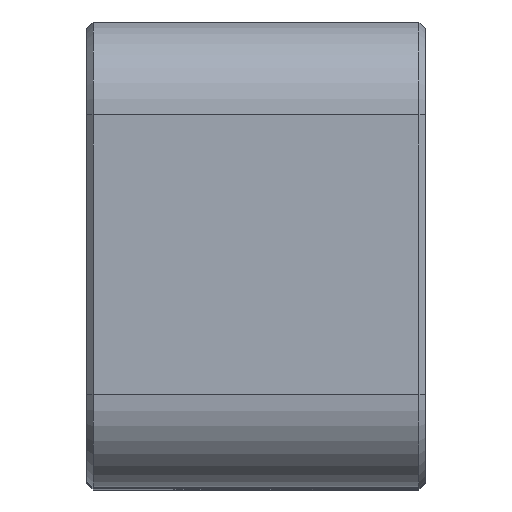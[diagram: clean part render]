
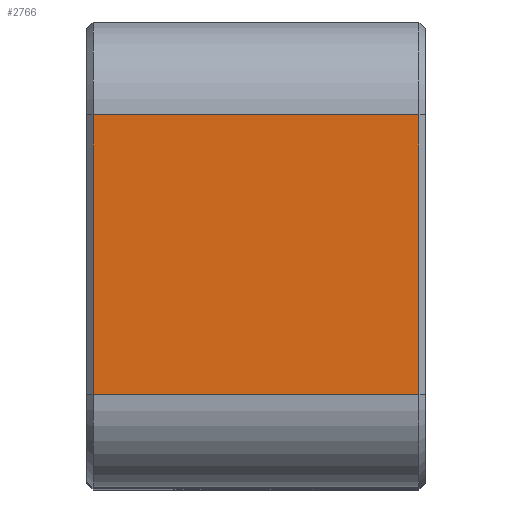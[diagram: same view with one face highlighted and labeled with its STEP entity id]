
A CAD part, top view. The second image highlights one B-rep face of the part: STEP entity #2766.
In plain terms, the highlighted planar face has unit normal (0, 0, 1).
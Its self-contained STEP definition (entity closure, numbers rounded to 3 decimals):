
#21 = CARTESIAN_POINT ( 'NONE',  ( -4.8, 18.75, 25. ) ) ;
#67 = VERTEX_POINT ( 'NONE', #500 ) ;
#172 = CARTESIAN_POINT ( 'NONE',  ( 5.7, -15.75, 25. ) ) ;
#173 = DIRECTION ( 'NONE',  ( 1., 0., 0. ) ) ;
#260 = ORIENTED_EDGE ( 'NONE', *, *, #3126, .T. ) ;
#324 = LINE ( 'NONE', #1454, #875 ) ;
#405 = DIRECTION ( 'NONE',  ( -1., 0., 0. ) ) ;
#440 = VERTEX_POINT ( 'NONE', #172 ) ;
#467 = VECTOR ( 'NONE', #173, 1000. ) ;
#480 = CARTESIAN_POINT ( 'NONE',  ( 5.7, -6.75, 25. ) ) ;
#500 = CARTESIAN_POINT ( 'NONE',  ( -4.8, -6.75, 25. ) ) ;
#714 = PLANE ( 'NONE',  #753 ) ;
#739 = ORIENTED_EDGE ( 'NONE', *, *, #3345, .T. ) ;
#753 = AXIS2_PLACEMENT_3D ( 'NONE', #2960, #1273, #405 ) ;
#785 = EDGE_CURVE ( 'NONE', #1517, #67, #324, .T. ) ;
#836 = ORIENTED_EDGE ( 'NONE', *, *, #785, .T. ) ;
#868 = DIRECTION ( 'NONE',  ( 0., 1., 0. ) ) ;
#875 = VECTOR ( 'NONE', #2563, 1000. ) ;
#1166 = VERTEX_POINT ( 'NONE', #1827 ) ;
#1211 = EDGE_LOOP ( 'NONE', ( #836, #1844, #739, #260 ) ) ;
#1273 = DIRECTION ( 'NONE',  ( 0., 0., -1. ) ) ;
#1379 = VECTOR ( 'NONE', #1733, 1000. ) ;
#1454 = CARTESIAN_POINT ( 'NONE',  ( 25., -6.75, 25. ) ) ;
#1517 = VERTEX_POINT ( 'NONE', #480 ) ;
#1573 = FACE_OUTER_BOUND ( 'NONE', #1211, .T. ) ;
#1712 = EDGE_CURVE ( 'NONE', #67, #1166, #2216, .T. ) ;
#1733 = DIRECTION ( 'NONE',  ( 0., -1., 0. ) ) ;
#1827 = CARTESIAN_POINT ( 'NONE',  ( -4.8, -15.75, 25. ) ) ;
#1844 = ORIENTED_EDGE ( 'NONE', *, *, #1712, .T. ) ;
#1925 = LINE ( 'NONE', #2202, #467 ) ;
#2202 = CARTESIAN_POINT ( 'NONE',  ( 25., -15.75, 25. ) ) ;
#2216 = LINE ( 'NONE', #21, #1379 ) ;
#2563 = DIRECTION ( 'NONE',  ( -1., 0., 0. ) ) ;
#2766 = ADVANCED_FACE ( 'NONE', ( #1573 ), #714, .F. ) ;
#2960 = CARTESIAN_POINT ( 'NONE',  ( 25., 18.75, 25. ) ) ;
#3062 = VECTOR ( 'NONE', #868, 1000. ) ;
#3126 = EDGE_CURVE ( 'NONE', #440, #1517, #3640, .T. ) ;
#3345 = EDGE_CURVE ( 'NONE', #1166, #440, #1925, .T. ) ;
#3389 = CARTESIAN_POINT ( 'NONE',  ( 5.7, 18.75, 25. ) ) ;
#3640 = LINE ( 'NONE', #3389, #3062 ) ;
